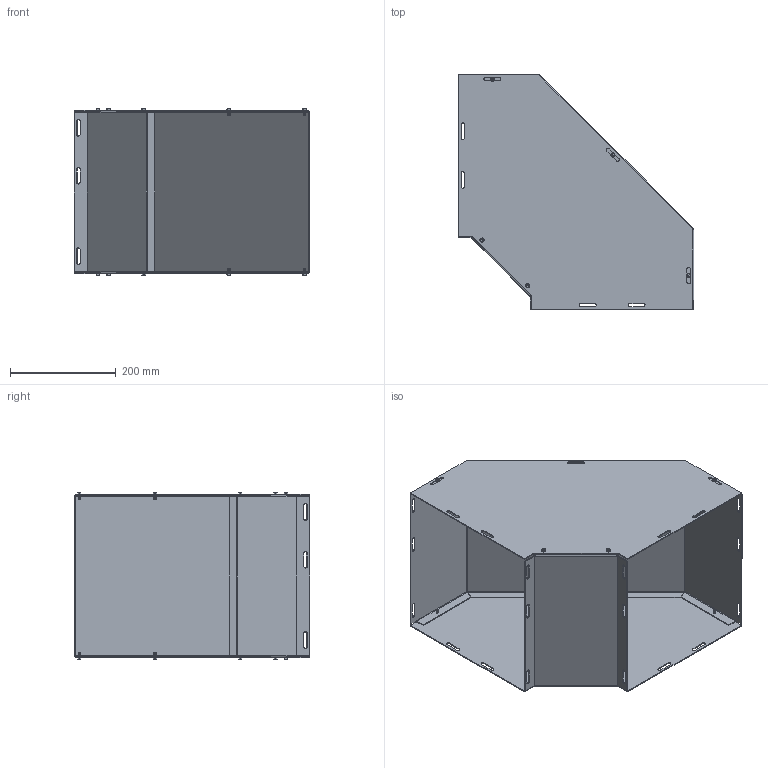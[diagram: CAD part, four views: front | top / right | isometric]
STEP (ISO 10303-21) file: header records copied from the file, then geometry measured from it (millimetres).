
FILE_DESCRIPTION(/* description */ ('90° SWEEP ELBOW WIREWAY FITTING, TOP & BTM, GALV., 12X12'),/* implementation_level */ '2;1');
FILE_NAME(/* name */ 'SL121290G.stp',/* time_stamp */ '2015-10-19T17:47:37+05:00',/* author */ ('schinnathambi'),/* organization */ (''),/* preprocessor_version */ 'ST-DEVELOPER v16.1',/* originating_system */ 'Autodesk Inventor 2016',/* authorisation */ '');
FILE_SCHEMA (('AUTOMOTIVE_DESIGN { 1 0 10303 214 3 1 1 }'));
Length unit declared in the file: inch
Products named in the file (5): SL121290GTB; SL121290GBK; SL121290GBKP; 372141; SL121290G
Assembly tree (14 placements, depth 2):
  SL121290G
    SL121290GTB  x2
    SL121290GBK
    SL121290GBKP
    372141  x10
Bounding box: 445.61 x 445.45 x 315.42 mm (x, y, z)
Volume: 1101537.1 mm3; surface area: 1189438.1 mm2
Topology: 14 solids, 14 shells, 1042 faces, 2486 edges, 1482 vertices
Faces by surface type: plane 434, cone 270, cylinder 210, torus 120, bspline 8
Full cylindrical faces by diameter (mm): 4.343 x10, 4.595 x80, 6.35 x4, 7.938 x10
Entity records: 9716 total; most frequent: CARTESIAN_POINT 1866, DIRECTION 1564, ORIENTED_EDGE 1472, EDGE_CURVE 736, AXIS2_PLACEMENT_3D 544, LINE 476, VECTOR 476, VERTEX_POINT 474
